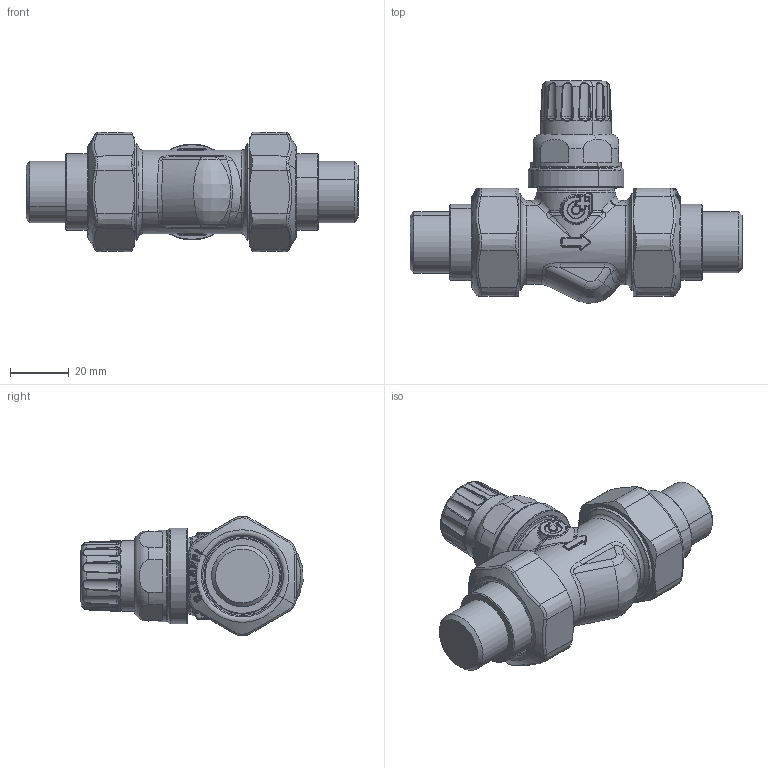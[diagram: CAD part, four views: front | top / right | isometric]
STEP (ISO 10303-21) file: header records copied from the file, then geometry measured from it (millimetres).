
FILE_DESCRIPTION(('CATIA V5 STEP Exchange'),'2;1');
FILE_NAME('STEP_676040_-_TST.stp','2019-01-28T07:07:10+00:00',('none'),('none'),'CATIA Version 5-6 Release 2016 SP4','CATIA V5 STEP AP203','none');
FILE_SCHEMA(('CONFIG_CONTROL_DESIGN'));
Products named in the file (1): 676040 - TST
Bounding box: 113 x 75.6 x 40.67 mm (x, y, z)
Volume: 105152.3 mm3; surface area: 21576.9 mm2
Topology: 1 solids, 3 shells, 1505 faces, 3536 edges, 1943 vertices
Faces by surface type: bspline 966, cone 140, cylinder 124, sphere 116, plane 82, torus 60, revolution 17
Entity records: 86243 total; most frequent: CARTESIAN_POINT 61766, ORIENTED_EDGE 6856, EDGE_CURVE 3428, B_SPLINE_CURVE_WITH_KNOTS 2628, VERTEX_POINT 1943, DIRECTION 1610, EDGE_LOOP 1523, ADVANCED_FACE 1505
